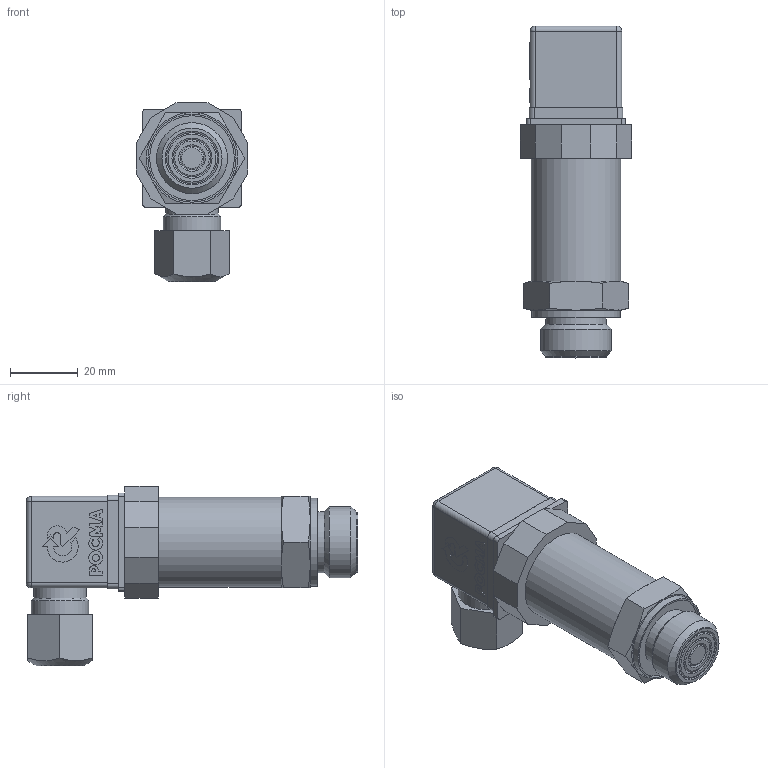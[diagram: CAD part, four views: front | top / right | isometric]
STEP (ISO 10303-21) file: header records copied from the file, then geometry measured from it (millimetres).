
FILE_DESCRIPTION(/* description */ (''),/* implementation_level */ '2;1');
FILE_NAME(/* name */ 'РПД-И-ФМ-G1_2.stp',/* time_stamp */ '2023-01-30T12:24:07+03:00',/* author */ ('Tech'),/* organization */ (''),/* preprocessor_version */ 'ST-DEVELOPER v18.1',/* originating_system */ 'Autodesk Inventor 2021',/* authorisation */ '');
FILE_SCHEMA (('AUTOMOTIVE_DESIGN { 1 0 10303 214 3 1 1 }'));
Length unit declared in the file: millimetre
Products named in the file (1): РПД-И-ФМ-G1/2
Bounding box: 33 x 98 x 53 mm (x, y, z)
Volume: 65514.3 mm3; surface area: 12995.2 mm2
Topology: 1 solids, 1 shells, 180 faces, 446 edges, 292 vertices
Faces by surface type: plane 117, cylinder 37, cone 22, sphere 4
Full cylindrical faces by diameter (mm): 2.067 x1, 4.092 x1, 8 x1, 11 x1, 15.5 x1, 17 x1, 17.755 x1, 18 x1, 20.955 x1, 25 x1, 26 x1, 26.5 x1
Entity records: 5333 total; most frequent: CARTESIAN_POINT 981, DIRECTION 898, ORIENTED_EDGE 892, EDGE_CURVE 446, AXIS2_PLACEMENT_3D 302, LINE 294, VECTOR 294, VERTEX_POINT 292
